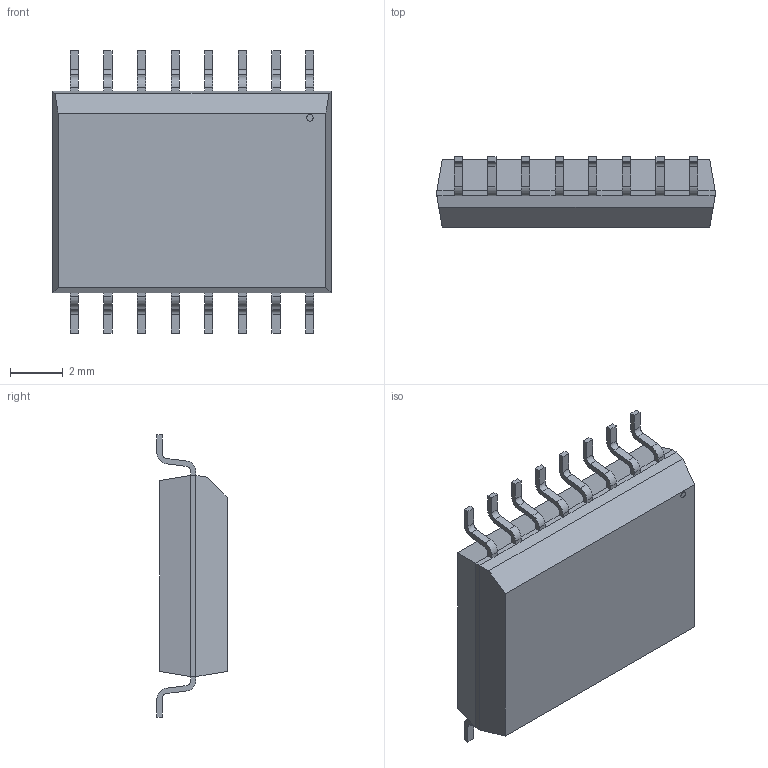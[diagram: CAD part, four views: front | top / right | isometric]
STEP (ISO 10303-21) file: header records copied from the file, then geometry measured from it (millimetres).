
FILE_DESCRIPTION (( 'STEP AP214' ), '1' );
FILE_NAME ('ADUM5401ARWZ.STEP', '2022-07-15T10:58:04', ( '' ), ( '' ), 'SwSTEP 2.0', 'SolidWorks 2018', '' );
FILE_SCHEMA (( 'AUTOMOTIVE_DESIGN' ));
Length unit declared in the file: millimetre
Products named in the file (1): ADUM5401ARWZ
Bounding box: 10.5 x 2.65 x 10.65 mm (x, y, z)
Volume: 195.2 mm3; surface area: 273.5 mm2
Topology: 1 solids, 1 shells, 242 faces, 645 edges, 406 vertices
Faces by surface type: plane 176, cylinder 66
Entity records: 10101 total; most frequent: CARTESIAN_POINT 1294, ORIENTED_EDGE 1290, DIRECTION 1263, EDGE_CURVE 645, LINE 513, VECTOR 513, VERTEX_POINT 406, AXIS2_PLACEMENT_3D 375
